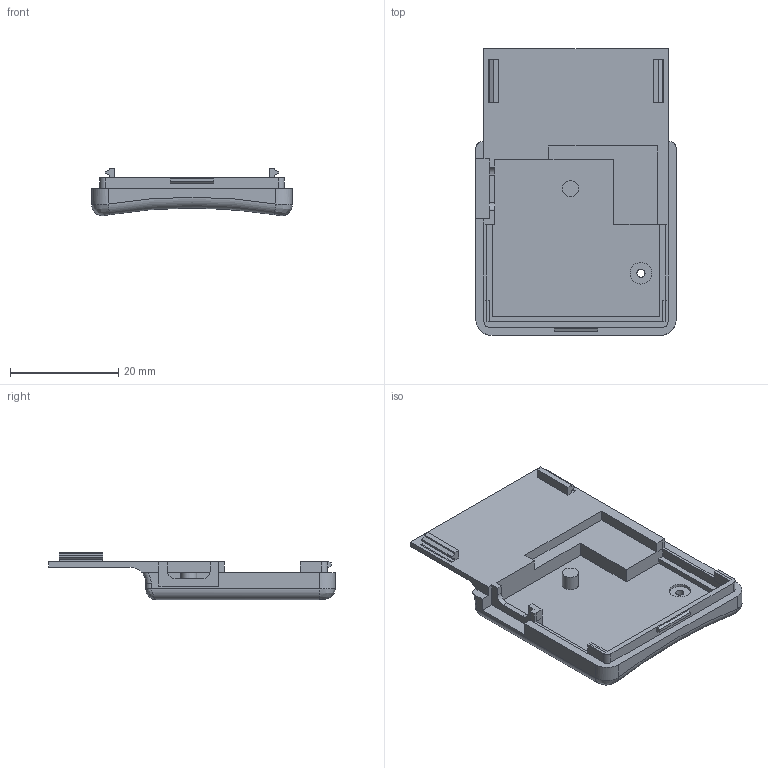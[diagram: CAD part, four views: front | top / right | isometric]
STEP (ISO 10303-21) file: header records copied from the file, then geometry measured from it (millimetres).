
FILE_DESCRIPTION(('FreeCAD Model'),'2;1');
FILE_NAME('LimiTTer_Lower.step','2018-03-19T19:37:07',('Author'),(''), 'Open CASCADE STEP processor 7.1','FreeCAD','Unknown');
FILE_SCHEMA(('AUTOMOTIVE_DESIGN { 1 0 10303 214 1 1 1 1 }'));
Length unit declared in the file: millimetre
Products named in the file (1): LT_Lower
Bounding box: 37 x 53 x 8.78 mm (x, y, z)
Volume: 3859.3 mm3; surface area: 5200.7 mm2
Topology: 1 solids, 1 shells, 114 faces, 295 edges, 185 vertices
Faces by surface type: plane 89, cylinder 15, torus 5, bspline 5
Full cylindrical faces by diameter (mm): 1.5 x1, 3 x1, 4 x1
Entity records: 8810 total; most frequent: CARTESIAN_POINT 3056, DIRECTION 1008, LINE 711, VECTOR 711, ORIENTED_EDGE 586, PCURVE 586, DEFINITIONAL_REPRESENTATION 586, EDGE_CURVE 293
